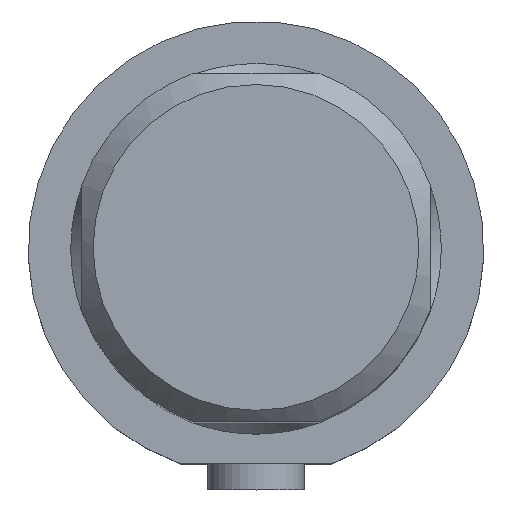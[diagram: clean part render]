
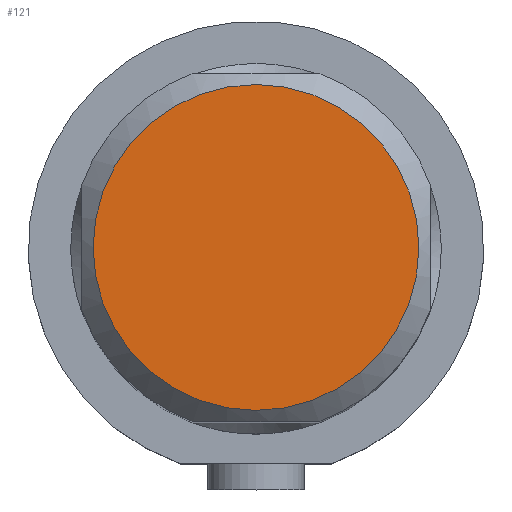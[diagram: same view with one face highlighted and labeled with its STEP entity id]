
A CAD part, top view. The second image highlights one B-rep face of the part: STEP entity #121.
In plain terms, the highlighted planar face has unit normal (0, 0, 1).
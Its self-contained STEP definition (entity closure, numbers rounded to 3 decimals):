
#62=FACE_OUTER_BOUND('',#186,.T.);
#121=ADVANCED_FACE('',(#62),#147,.F.);
#147=PLANE('',#506);
#186=EDGE_LOOP('',(#237));
#237=ORIENTED_EDGE('',*,*,#393,.F.);
#347=VERTEX_POINT('',#725);
#393=EDGE_CURVE('',#347,#347,#449,.T.);
#449=CIRCLE('',#505,21.989);
#505=AXIS2_PLACEMENT_3D('',#724,#592,#593);
#506=AXIS2_PLACEMENT_3D('',#726,#594,#595);
#592=DIRECTION('',(0.,0.,-1.));
#593=DIRECTION('',(-1.,0.,0.));
#594=DIRECTION('',(0.,0.,-1.));
#595=DIRECTION('',(1.,0.,0.));
#724=CARTESIAN_POINT('',(0.,0.,120.));
#725=CARTESIAN_POINT('',(-21.989,0.,120.));
#726=CARTESIAN_POINT('',(0.,12.,120.));
